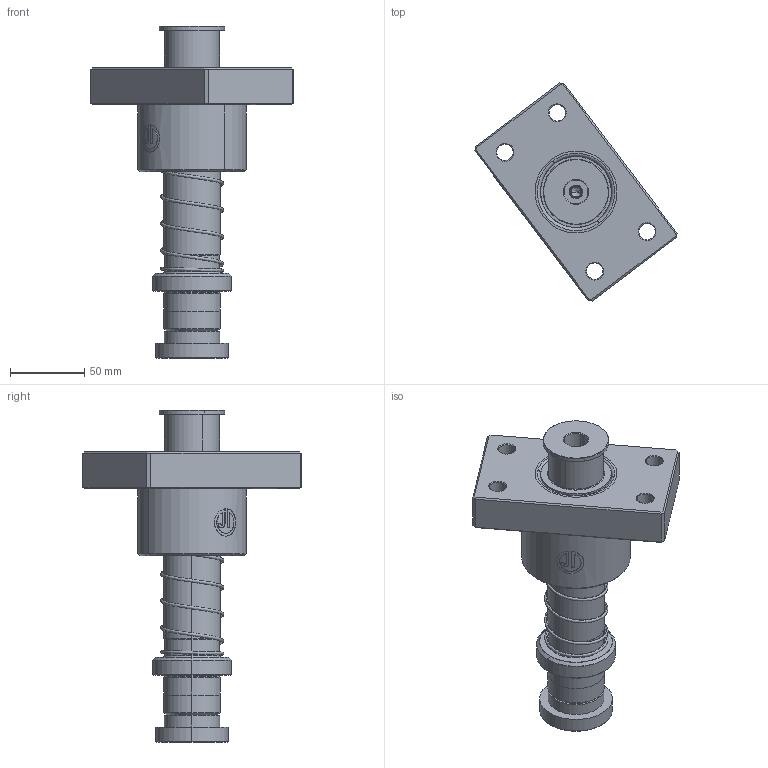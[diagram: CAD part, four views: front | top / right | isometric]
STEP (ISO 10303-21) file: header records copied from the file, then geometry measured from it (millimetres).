
FILE_DESCRIPTION (( 'STEP AP214' ), '1' );
FILE_NAME ('FRKS FRKJ-D38-L150(BL-70).STEP', '2021-09-14T02:09:18', ( '' ), ( '' ), 'SwSTEP 2.0', 'SolidWorks 2016', '' );
FILE_SCHEMA (( 'AUTOMOTIVE_DESIGN' ));
Length unit declared in the file: millimetre
Products named in the file (230): FRKS FRKJ-D38-L150(BL-70); BALL-D5; TRPK-D38-L150; GTK-D44-d37; TRPK蹟簽D38; SAB-38-1; SAB-38; HWP-D42.5-d38.5-L80; BSH-D47.5-38.5-L70郪蚾; BSH-47.5-38.5-L70
Assembly tree (222 placements, depth 3):
  FRKS FRKJ-D38-L150(BL-70)
    TRPK-D38-L150
    TRPK蹟簽D38
    SAB-38
      SAB-38
      SAB-38-1
    BSH-D47.5-38.5-L70郪蚾
      BSH-47.5-38.5-L70
      BALL-D5  x210
    HWP-D42.5-d38.5-L80
    GTK-D44-d37
  BALL-D5
  BALL-D5
  BALL-D5
  BALL-D5
Bounding box: 135.82 x 146.51 x 223 mm (x, y, z)
Volume: 592369.2 mm3; surface area: 169722.4 mm2
Topology: 217 solids, 217 shells, 1046 faces, 4425 edges, 2944 vertices
Faces by surface type: sphere 840, cylinder 60, cone 58, plane 58, torus 16, bspline 14
Entity records: 49578 total; most frequent: CARTESIAN_POINT 28923, ORIENTED_EDGE 3624, DIRECTION 3270, EDGE_CURVE 1812, AXIS2_PLACEMENT_3D 1533, VERTEX_POINT 1196, EDGE_LOOP 1118, B_SPLINE_CURVE_WITH_KNOTS 921
